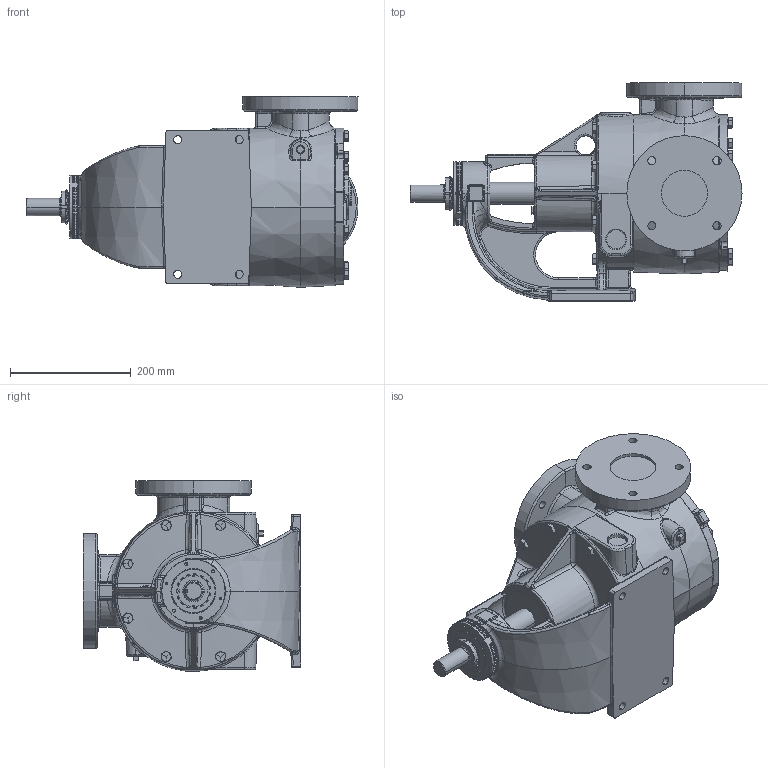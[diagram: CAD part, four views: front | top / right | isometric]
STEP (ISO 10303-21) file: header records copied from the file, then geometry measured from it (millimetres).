
FILE_DESCRIPTION (( 'STEP AP214' ), '1' );
FILE_NAME ('LL724.STEP', '2016-09-07T20:40:07', ( '' ), ( '' ), 'SwSTEP 2.0', 'SolidWorks 2015', '' );
FILE_SCHEMA (( 'AUTOMOTIVE_DESIGN' ));
Length unit declared in the file: inch
Products named in the file (2): LL724
Bounding box: 549.15 x 360.43 x 315.53 mm (x, y, z)
Volume: 17095822.3 mm3; surface area: 762018.9 mm2
Topology: 1 solids, 1 shells, 2146 faces, 5369 edges, 3247 vertices
Faces by surface type: plane 656, bspline 524, cylinder 505, cone 305, torus 116, sphere 40
Entity records: 119915 total; most frequent: CARTESIAN_POINT 53611, ORIENTED_EDGE 10654, DIRECTION 8562, EDGE_CURVE 5327, AXIS2_PLACEMENT_3D 3424, VERTEX_POINT 3247, EDGE_LOOP 2254, FACE_OUTER_BOUND 2146
